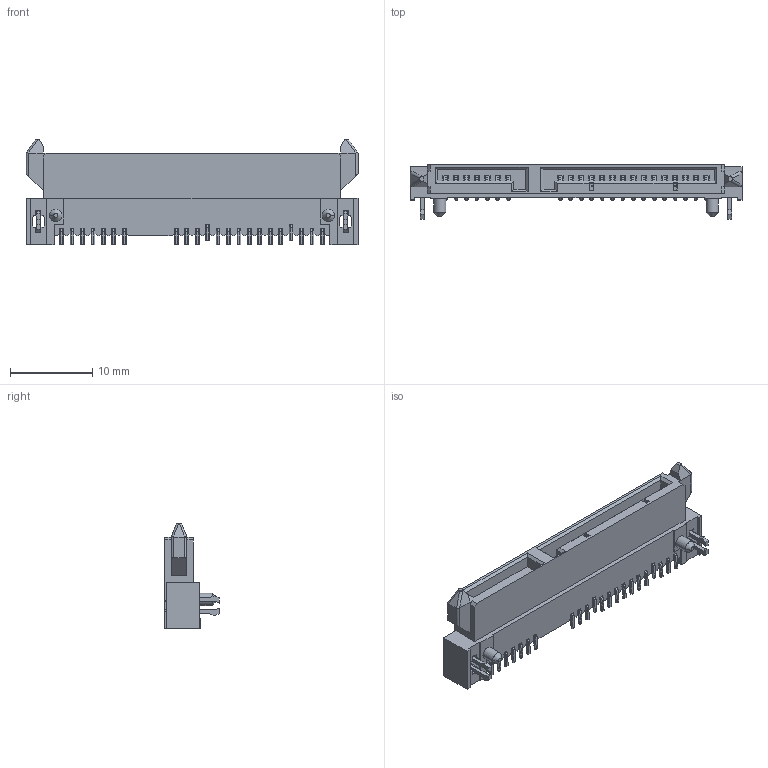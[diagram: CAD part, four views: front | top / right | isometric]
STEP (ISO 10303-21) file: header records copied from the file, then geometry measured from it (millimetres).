
FILE_DESCRIPTION((''),'2;1');
FILE_NAME('470182000','2010-05-07T',('PNB'),(''),'PRO/ENGINEER BY PARAMETRIC TECHNOLOGY CORPORATION, 2003451','PRO/ENGINEER BY PARAMETRIC TECHNOLOGY CORPORATION, 2003451','');
FILE_SCHEMA(('CONFIG_CONTROL_DESIGN'));
Length unit declared in the file: millimetre
Products named in the file (1): 470182000
Bounding box: 40.43 x 6.66 x 12.87 mm (x, y, z)
Volume: 923.6 mm3; surface area: 2666.1 mm2
Topology: 1 solids, 1 shells, 1754 faces, 5476 edges, 3632 vertices
Faces by surface type: plane 1386, cylinder 320, cone 48
Entity records: 60315 total; most frequent: CARTESIAN_POINT 11035, ORIENTED_EDGE 10732, DIRECTION 9694, EDGE_CURVE 5366, VECTOR 4640, LINE 4640, VERTEX_POINT 3520, AXIS2_PLACEMENT_3D 2527
